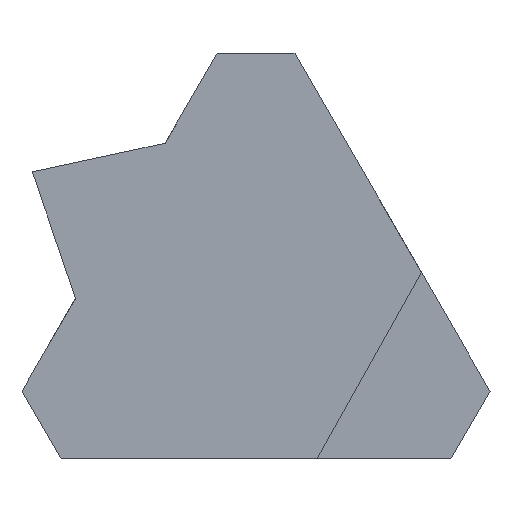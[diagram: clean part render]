
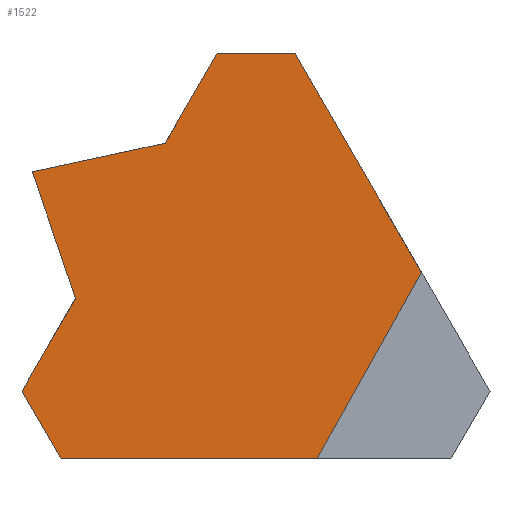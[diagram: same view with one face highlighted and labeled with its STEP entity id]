
A CAD part, front view. The second image highlights one B-rep face of the part: STEP entity #1522.
In plain terms, the highlighted planar face has unit normal (0, -1, 0).
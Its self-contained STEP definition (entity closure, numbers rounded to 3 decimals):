
#9 = CARTESIAN_POINT ( 'NONE',  ( -2.831, -40., 27.324 ) ) ;
#24 = DIRECTION ( 'NONE',  ( -1., 0., 0. ) ) ;
#35 = VECTOR ( 'NONE', #2065, 1000. ) ;
#43 = ORIENTED_EDGE ( 'NONE', *, *, #2133, .T. ) ;
#46 = CARTESIAN_POINT ( 'NONE',  ( -12.831, -40., 27.324 ) ) ;
#54 = CARTESIAN_POINT ( 'NONE',  ( 13.378, -40., -0.75 ) ) ;
#58 = LINE ( 'NONE', #758, #2249 ) ;
#119 = CARTESIAN_POINT ( 'NONE',  ( 0., -40., -24.637 ) ) ;
#145 = CARTESIAN_POINT ( 'NONE',  ( -19.481, -40., 15.807 ) ) ;
#152 = VECTOR ( 'NONE', #217, 1000. ) ;
#216 = CARTESIAN_POINT ( 'NONE',  ( 1.238, -40., 20.277 ) ) ;
#217 = DIRECTION ( 'NONE',  ( -0.5, 0., -0.866 ) ) ;
#240 = DIRECTION ( 'NONE',  ( 1., 0., 0. ) ) ;
#334 = DIRECTION ( 'NONE',  ( 0., 0., -1. ) ) ;
#347 = VERTEX_POINT ( 'NONE', #1364 ) ;
#369 = CARTESIAN_POINT ( 'NONE',  ( -37.831, -40., -15.977 ) ) ;
#468 = EDGE_CURVE ( 'NONE', #2375, #1865, #1866, .T. ) ;
#506 = EDGE_CURVE ( 'NONE', #1409, #1865, #58, .T. ) ;
#568 = DIRECTION ( 'NONE',  ( -0.5, 0., 0.866 ) ) ;
#641 = EDGE_CURVE ( 'NONE', #1409, #1791, #965, .T. ) ;
#663 = EDGE_LOOP ( 'NONE', ( #1220, #1314, #43, #1454, #2334, #2387, #1424, #1045, #1245 ) ) ;
#688 = LINE ( 'NONE', #2137, #1241 ) ;
#737 = CARTESIAN_POINT ( 'NONE',  ( -32.831, -40., -24.637 ) ) ;
#758 = CARTESIAN_POINT ( 'NONE',  ( 10.503, -40., -5.882 ) ) ;
#771 = DIRECTION ( 'NONE',  ( -0.489, 0., -0.872 ) ) ;
#788 = CARTESIAN_POINT ( 'NONE',  ( -28.958, -40., -9.924 ) ) ;
#797 = VERTEX_POINT ( 'NONE', #825 ) ;
#825 = CARTESIAN_POINT ( 'NONE',  ( -36.516, -40., 12.131 ) ) ;
#845 = EDGE_CURVE ( 'NONE', #1588, #2375, #688, .T. ) ;
#880 = AXIS2_PLACEMENT_3D ( 'NONE', #1218, #1972, #334 ) ;
#890 = DIRECTION ( 'NONE',  ( 0.5, 0., -0.866 ) ) ;
#965 = LINE ( 'NONE', #216, #1674 ) ;
#966 = VECTOR ( 'NONE', #1290, 1000. ) ;
#968 = CARTESIAN_POINT ( 'NONE',  ( -4.125, -40., 19.12 ) ) ;
#1023 = EDGE_CURVE ( 'NONE', #347, #797, #1252, .T. ) ;
#1029 = VECTOR ( 'NONE', #24, 1000. ) ;
#1045 = ORIENTED_EDGE ( 'NONE', *, *, #506, .F. ) ;
#1140 = LINE ( 'NONE', #46, #152 ) ;
#1177 = EDGE_CURVE ( 'NONE', #1670, #1486, #1140, .T. ) ;
#1188 = CARTESIAN_POINT ( 'NONE',  ( -2.831, -40., 27.324 ) ) ;
#1218 = CARTESIAN_POINT ( 'NONE',  ( 0., -40., 0. ) ) ;
#1220 = ORIENTED_EDGE ( 'NONE', *, *, #2042, .T. ) ;
#1241 = VECTOR ( 'NONE', #890, 1000. ) ;
#1245 = ORIENTED_EDGE ( 'NONE', *, *, #641, .T. ) ;
#1252 = LINE ( 'NONE', #788, #35 ) ;
#1289 = CARTESIAN_POINT ( 'NONE',  ( -12.831, -40., 27.324 ) ) ;
#1290 = DIRECTION ( 'NONE',  ( -0.5, 0., -0.866 ) ) ;
#1314 = ORIENTED_EDGE ( 'NONE', *, *, #1177, .T. ) ;
#1355 = EDGE_CURVE ( 'NONE', #347, #1588, #2195, .T. ) ;
#1364 = CARTESIAN_POINT ( 'NONE',  ( -30.961, -40., -4.078 ) ) ;
#1409 = VERTEX_POINT ( 'NONE', #54 ) ;
#1424 = ORIENTED_EDGE ( 'NONE', *, *, #468, .T. ) ;
#1454 = ORIENTED_EDGE ( 'NONE', *, *, #1023, .F. ) ;
#1486 = VERTEX_POINT ( 'NONE', #145 ) ;
#1522 = ADVANCED_FACE ( 'NONE', ( #2138 ), #1792, .T. ) ;
#1588 = VERTEX_POINT ( 'NONE', #369 ) ;
#1645 = LINE ( 'NONE', #9, #1029 ) ;
#1670 = VERTEX_POINT ( 'NONE', #1289 ) ;
#1674 = VECTOR ( 'NONE', #568, 1000. ) ;
#1692 = CARTESIAN_POINT ( 'NONE',  ( -37.831, -40., -15.977 ) ) ;
#1791 = VERTEX_POINT ( 'NONE', #1188 ) ;
#1792 = PLANE ( 'NONE',  #880 ) ;
#1832 = VECTOR ( 'NONE', #240, 1000. ) ;
#1865 = VERTEX_POINT ( 'NONE', #119 ) ;
#1866 = LINE ( 'NONE', #2073, #1832 ) ;
#1972 = DIRECTION ( 'NONE',  ( 0., -1., 0. ) ) ;
#2042 = EDGE_CURVE ( 'NONE', #1791, #1670, #1645, .T. ) ;
#2065 = DIRECTION ( 'NONE',  ( -0.324, 0., 0.946 ) ) ;
#2073 = CARTESIAN_POINT ( 'NONE',  ( 0., -40., -24.637 ) ) ;
#2105 = DIRECTION ( 'NONE',  ( -0.978, 0., -0.211 ) ) ;
#2133 = EDGE_CURVE ( 'NONE', #1486, #797, #2275, .T. ) ;
#2137 = CARTESIAN_POINT ( 'NONE',  ( -32.831, -40., -24.637 ) ) ;
#2138 = FACE_OUTER_BOUND ( 'NONE', #663, .T. ) ;
#2176 = VECTOR ( 'NONE', #2105, 1000. ) ;
#2195 = LINE ( 'NONE', #1692, #966 ) ;
#2249 = VECTOR ( 'NONE', #771, 1000. ) ;
#2275 = LINE ( 'NONE', #968, #2176 ) ;
#2334 = ORIENTED_EDGE ( 'NONE', *, *, #1355, .T. ) ;
#2375 = VERTEX_POINT ( 'NONE', #737 ) ;
#2387 = ORIENTED_EDGE ( 'NONE', *, *, #845, .T. ) ;
